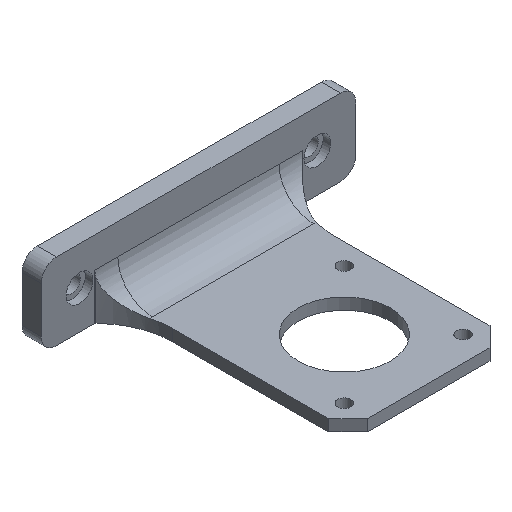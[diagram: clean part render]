
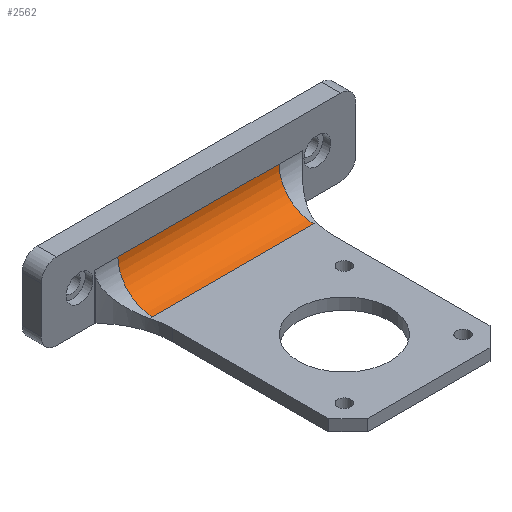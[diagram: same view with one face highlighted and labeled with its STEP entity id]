
A CAD part, isometric view. The second image highlights one B-rep face of the part: STEP entity #2562.
In plain terms, the highlighted cylindrical face has radius 9 mm (diameter 18 mm), a partial arc.
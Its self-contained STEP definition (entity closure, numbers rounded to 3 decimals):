
#55 = PLANE('',#56);
#56 = AXIS2_PLACEMENT_3D('',#57,#58,#59);
#57 = CARTESIAN_POINT('',(41.,38.,0.));
#58 = DIRECTION('',(0.,-1.,0.));
#59 = DIRECTION('',(0.,0.,-1.));
#779 = VERTEX_POINT('',#780);
#780 = CARTESIAN_POINT('',(-21.,38.,12.));
#794 = CYLINDRICAL_SURFACE('',#795,9.);
#795 = AXIS2_PLACEMENT_3D('',#796,#797,#798);
#796 = CARTESIAN_POINT('',(-27.,29.,12.));
#797 = DIRECTION('',(1.,0.,0.));
#798 = DIRECTION('',(0.,1.,0.));
#806 = EDGE_CURVE('',#779,#807,#809,.T.);
#807 = VERTEX_POINT('',#808);
#808 = CARTESIAN_POINT('',(21.,38.,12.));
#809 = SURFACE_CURVE('',#810,(#814,#821),.PCURVE_S1.);
#810 = LINE('',#811,#812);
#811 = CARTESIAN_POINT('',(-21.,38.,12.));
#812 = VECTOR('',#813,1.);
#813 = DIRECTION('',(1.,0.,0.));
#814 = PCURVE('',#55,#815);
#815 = DEFINITIONAL_REPRESENTATION('',(#816),#820);
#816 = LINE('',#817,#818);
#817 = CARTESIAN_POINT('',(-12.,-62.));
#818 = VECTOR('',#819,1.);
#819 = DIRECTION('',(0.,1.));
#820 = ( GEOMETRIC_REPRESENTATION_CONTEXT(2) 
PARAMETRIC_REPRESENTATION_CONTEXT() REPRESENTATION_CONTEXT('2D SPACE',''
  ) );
#821 = PCURVE('',#822,#827);
#822 = CYLINDRICAL_SURFACE('',#823,9.);
#823 = AXIS2_PLACEMENT_3D('',#824,#825,#826);
#824 = CARTESIAN_POINT('',(-21.,29.,12.));
#825 = DIRECTION('',(1.,0.,0.));
#826 = DIRECTION('',(0.,1.,0.));
#827 = DEFINITIONAL_REPRESENTATION('',(#828),#832);
#828 = LINE('',#829,#830);
#829 = CARTESIAN_POINT('',(0.,0.));
#830 = VECTOR('',#831,1.);
#831 = DIRECTION('',(0.,1.));
#832 = ( GEOMETRIC_REPRESENTATION_CONTEXT(2) 
PARAMETRIC_REPRESENTATION_CONTEXT() REPRESENTATION_CONTEXT('2D SPACE',''
  ) );
#850 = CYLINDRICAL_SURFACE('',#851,9.);
#851 = AXIS2_PLACEMENT_3D('',#852,#853,#854);
#852 = CARTESIAN_POINT('',(21.,29.,12.));
#853 = DIRECTION('',(1.,0.,0.));
#854 = DIRECTION('',(0.,1.,0.));
#1578 = PLANE('',#1579);
#1579 = AXIS2_PLACEMENT_3D('',#1580,#1581,#1582);
#1580 = CARTESIAN_POINT('',(21.,38.,3.));
#1581 = DIRECTION('',(0.,0.,1.));
#1582 = DIRECTION('',(1.,0.,0.));
#2492 = EDGE_CURVE('',#807,#2493,#2495,.T.);
#2493 = VERTEX_POINT('',#2494);
#2494 = CARTESIAN_POINT('',(21.,29.,3.));
#2495 = SURFACE_CURVE('',#2496,(#2501,#2507),.PCURVE_S1.);
#2496 = CIRCLE('',#2497,9.);
#2497 = AXIS2_PLACEMENT_3D('',#2498,#2499,#2500);
#2498 = CARTESIAN_POINT('',(21.,29.,12.));
#2499 = DIRECTION('',(-1.,0.,0.));
#2500 = DIRECTION('',(0.,1.,0.));
#2501 = PCURVE('',#850,#2502);
#2502 = DEFINITIONAL_REPRESENTATION('',(#2503),#2506);
#2503 = B_SPLINE_CURVE_WITH_KNOTS('',1,(#2504,#2505),.UNSPECIFIED.,.F.,
  .F.,(2,2),(0.,1.571),.PIECEWISE_BEZIER_KNOTS.);
#2504 = CARTESIAN_POINT('',(0.,0.));
#2505 = CARTESIAN_POINT('',(-1.571,0.));
#2506 = ( GEOMETRIC_REPRESENTATION_CONTEXT(2) 
PARAMETRIC_REPRESENTATION_CONTEXT() REPRESENTATION_CONTEXT('2D SPACE',''
  ) );
#2507 = PCURVE('',#822,#2508);
#2508 = DEFINITIONAL_REPRESENTATION('',(#2509),#2512);
#2509 = B_SPLINE_CURVE_WITH_KNOTS('',1,(#2510,#2511),.UNSPECIFIED.,.F.,
  .F.,(2,2),(0.,1.571),.PIECEWISE_BEZIER_KNOTS.);
#2510 = CARTESIAN_POINT('',(0.,42.));
#2511 = CARTESIAN_POINT('',(-1.571,42.));
#2512 = ( GEOMETRIC_REPRESENTATION_CONTEXT(2) 
PARAMETRIC_REPRESENTATION_CONTEXT() REPRESENTATION_CONTEXT('2D SPACE',''
  ) );
#2562 = ADVANCED_FACE('',(#2563),#822,.F.);
#2563 = FACE_BOUND('',#2564,.T.);
#2564 = EDGE_LOOP('',(#2565,#2587,#2608,#2609));
#2565 = ORIENTED_EDGE('',*,*,#2566,.T.);
#2566 = EDGE_CURVE('',#779,#2567,#2569,.T.);
#2567 = VERTEX_POINT('',#2568);
#2568 = CARTESIAN_POINT('',(-21.,29.,3.));
#2569 = SURFACE_CURVE('',#2570,(#2575,#2581),.PCURVE_S1.);
#2570 = CIRCLE('',#2571,9.);
#2571 = AXIS2_PLACEMENT_3D('',#2572,#2573,#2574);
#2572 = CARTESIAN_POINT('',(-21.,29.,12.));
#2573 = DIRECTION('',(-1.,0.,0.));
#2574 = DIRECTION('',(0.,1.,0.));
#2575 = PCURVE('',#822,#2576);
#2576 = DEFINITIONAL_REPRESENTATION('',(#2577),#2580);
#2577 = B_SPLINE_CURVE_WITH_KNOTS('',1,(#2578,#2579),.UNSPECIFIED.,.F.,
  .F.,(2,2),(0.,1.571),.PIECEWISE_BEZIER_KNOTS.);
#2578 = CARTESIAN_POINT('',(0.,0.));
#2579 = CARTESIAN_POINT('',(-1.571,0.));
#2580 = ( GEOMETRIC_REPRESENTATION_CONTEXT(2) 
PARAMETRIC_REPRESENTATION_CONTEXT() REPRESENTATION_CONTEXT('2D SPACE',''
  ) );
#2581 = PCURVE('',#794,#2582);
#2582 = DEFINITIONAL_REPRESENTATION('',(#2583),#2586);
#2583 = B_SPLINE_CURVE_WITH_KNOTS('',1,(#2584,#2585),.UNSPECIFIED.,.F.,
  .F.,(2,2),(0.,1.571),.PIECEWISE_BEZIER_KNOTS.);
#2584 = CARTESIAN_POINT('',(0.,6.));
#2585 = CARTESIAN_POINT('',(-1.571,6.));
#2586 = ( GEOMETRIC_REPRESENTATION_CONTEXT(2) 
PARAMETRIC_REPRESENTATION_CONTEXT() REPRESENTATION_CONTEXT('2D SPACE',''
  ) );
#2587 = ORIENTED_EDGE('',*,*,#2588,.T.);
#2588 = EDGE_CURVE('',#2567,#2493,#2589,.T.);
#2589 = SURFACE_CURVE('',#2590,(#2594,#2601),.PCURVE_S1.);
#2590 = LINE('',#2591,#2592);
#2591 = CARTESIAN_POINT('',(-21.,29.,3.));
#2592 = VECTOR('',#2593,1.);
#2593 = DIRECTION('',(1.,0.,0.));
#2594 = PCURVE('',#822,#2595);
#2595 = DEFINITIONAL_REPRESENTATION('',(#2596),#2600);
#2596 = LINE('',#2597,#2598);
#2597 = CARTESIAN_POINT('',(-1.571,0.));
#2598 = VECTOR('',#2599,1.);
#2599 = DIRECTION('',(0.,1.));
#2600 = ( GEOMETRIC_REPRESENTATION_CONTEXT(2) 
PARAMETRIC_REPRESENTATION_CONTEXT() REPRESENTATION_CONTEXT('2D SPACE',''
  ) );
#2601 = PCURVE('',#1578,#2602);
#2602 = DEFINITIONAL_REPRESENTATION('',(#2603),#2607);
#2603 = LINE('',#2604,#2605);
#2604 = CARTESIAN_POINT('',(-42.,-9.));
#2605 = VECTOR('',#2606,1.);
#2606 = DIRECTION('',(1.,0.));
#2607 = ( GEOMETRIC_REPRESENTATION_CONTEXT(2) 
PARAMETRIC_REPRESENTATION_CONTEXT() REPRESENTATION_CONTEXT('2D SPACE',''
  ) );
#2608 = ORIENTED_EDGE('',*,*,#2492,.F.);
#2609 = ORIENTED_EDGE('',*,*,#806,.F.);
